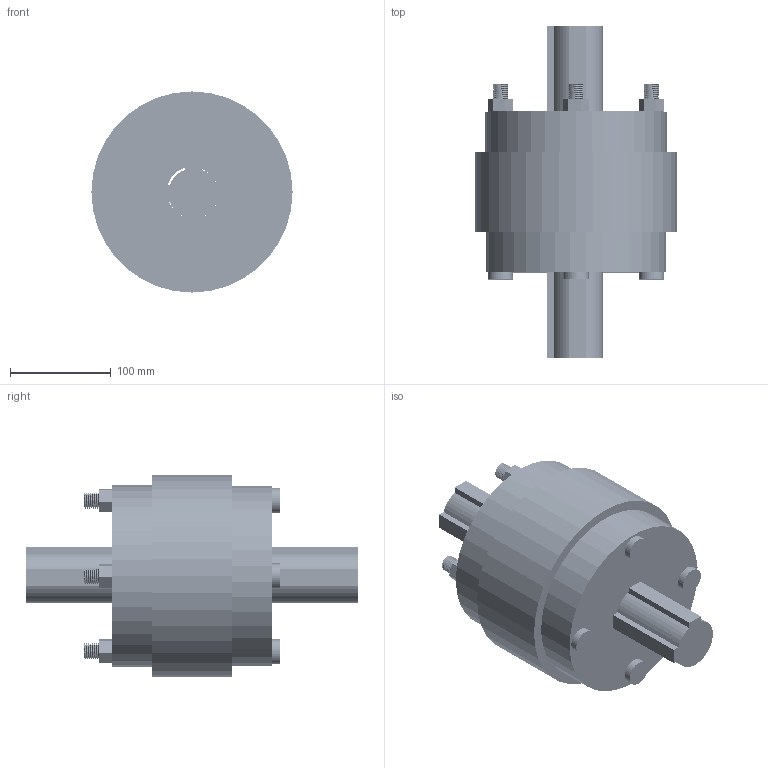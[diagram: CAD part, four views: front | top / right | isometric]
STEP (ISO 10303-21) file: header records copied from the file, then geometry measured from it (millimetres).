
FILE_DESCRIPTION(/* description */ (''),/* implementation_level */ '2;1');
FILE_NAME(/* name */ 'Flange Coupling .step',/* time_stamp */ '2020-12-21T01:26:53+06:00',/* author */ (''),/* organization */ (''),/* preprocessor_version */ 'ST-DEVELOPER v18.1',/* originating_system */ 'Autodesk Translation Framework v9.7.1.1290',/* authorisation */ '');
FILE_SCHEMA (('AUTOMOTIVE_DESIGN { 1 0 10303 214 3 1 1 }'));
Products named in the file (6): Flange Coupling Practical; Component5; Nut and bolt; Component7; Shaft; Flange
Assembly tree (9 placements, depth 2):
  Flange Coupling Practical
    Component5  x2
    Nut and bolt  x4
    Component7
    Shaft
    Flange
Bounding box: 200 x 330 x 200 mm (x, y, z)
Volume: 6961691.2 mm3; surface area: 488136.5 mm2
Topology: 7 solids, 7 shells, 1093 faces, 3376 edges, 2250 vertices
Faces by surface type: cylinder 974, plane 105, bspline 14
Full cylindrical faces by diameter (mm): 13.534 x332, 14.023 x76, 15.822 x336, 16 x7, 16.25 x74, 25 x4, 180 x3, 200 x2
Entity records: 46269 total; most frequent: CARTESIAN_POINT 35360, ORIENTED_EDGE 2702, DIRECTION 1541, EDGE_CURVE 1351, VERTEX_POINT 900, B_SPLINE_CURVE_WITH_KNOTS 784, AXIS2_PLACEMENT_3D 519, LINE 503
